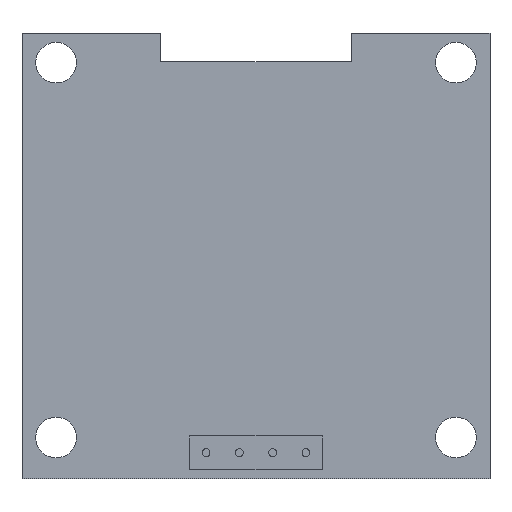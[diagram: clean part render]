
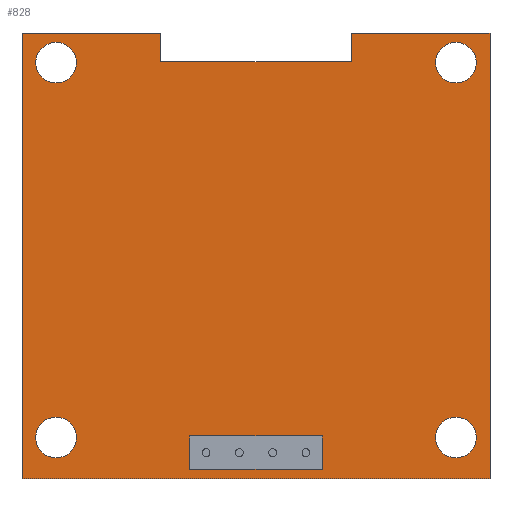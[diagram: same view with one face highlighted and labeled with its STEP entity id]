
A CAD part, front view. The second image highlights one B-rep face of the part: STEP entity #828.
In plain terms, the highlighted planar face has unit normal (0, -1, 0).
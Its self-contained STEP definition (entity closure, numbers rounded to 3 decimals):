
#24=FACE_BOUND('',#178,.T.);
#25=FACE_BOUND('',#179,.T.);
#26=FACE_BOUND('',#180,.T.);
#27=FACE_BOUND('',#181,.T.);
#28=FACE_BOUND('',#182,.T.);
#29=FACE_BOUND('',#183,.T.);
#30=FACE_BOUND('',#184,.T.);
#31=FACE_BOUND('',#185,.T.);
#39=PLANE('',#925);
#118=FACE_OUTER_BOUND('',#177,.T.);
#177=EDGE_LOOP('',(#690,#691,#692,#693,#694,#695,#696,#697));
#178=EDGE_LOOP('',(#698));
#179=EDGE_LOOP('',(#699));
#180=EDGE_LOOP('',(#700));
#181=EDGE_LOOP('',(#701));
#182=EDGE_LOOP('',(#702));
#183=EDGE_LOOP('',(#703));
#184=EDGE_LOOP('',(#704));
#185=EDGE_LOOP('',(#705));
#230=LINE('',#1295,#306);
#245=LINE('',#1326,#321);
#248=LINE('',#1331,#324);
#250=LINE('',#1334,#326);
#252=LINE('',#1338,#328);
#253=LINE('',#1341,#329);
#254=LINE('',#1343,#330);
#255=LINE('',#1344,#331);
#306=VECTOR('',#1069,1000.);
#321=VECTOR('',#1088,1000.);
#324=VECTOR('',#1093,1000.);
#326=VECTOR('',#1097,1000.);
#328=VECTOR('',#1101,1000.);
#329=VECTOR('',#1104,1000.);
#330=VECTOR('',#1105,1000.);
#331=VECTOR('',#1106,1000.);
#366=CIRCLE('',#872,0.298);
#368=CIRCLE('',#875,0.298);
#370=CIRCLE('',#878,0.298);
#372=CIRCLE('',#881,0.298);
#390=CIRCLE('',#908,1.55);
#392=CIRCLE('',#911,1.55);
#394=CIRCLE('',#914,1.55);
#396=CIRCLE('',#917,1.55);
#398=VERTEX_POINT('',#1197);
#400=VERTEX_POINT('',#1203);
#402=VERTEX_POINT('',#1209);
#404=VERTEX_POINT('',#1215);
#422=VERTEX_POINT('',#1269);
#424=VERTEX_POINT('',#1275);
#426=VERTEX_POINT('',#1281);
#428=VERTEX_POINT('',#1287);
#430=VERTEX_POINT('',#1293);
#431=VERTEX_POINT('',#1294);
#444=VERTEX_POINT('',#1324);
#445=VERTEX_POINT('',#1325);
#446=VERTEX_POINT('',#1330);
#447=VERTEX_POINT('',#1336);
#448=VERTEX_POINT('',#1340);
#449=VERTEX_POINT('',#1342);
#470=EDGE_CURVE('',#398,#398,#366,.T.);
#473=EDGE_CURVE('',#400,#400,#368,.T.);
#476=EDGE_CURVE('',#402,#402,#370,.T.);
#479=EDGE_CURVE('',#404,#404,#372,.T.);
#506=EDGE_CURVE('',#422,#422,#390,.T.);
#509=EDGE_CURVE('',#424,#424,#392,.T.);
#512=EDGE_CURVE('',#426,#426,#394,.T.);
#515=EDGE_CURVE('',#428,#428,#396,.T.);
#518=EDGE_CURVE('',#430,#431,#230,.T.);
#533=EDGE_CURVE('',#444,#445,#245,.T.);
#536=EDGE_CURVE('',#445,#446,#248,.T.);
#538=EDGE_CURVE('',#446,#430,#250,.T.);
#540=EDGE_CURVE('',#447,#444,#252,.T.);
#541=EDGE_CURVE('',#448,#431,#253,.T.);
#542=EDGE_CURVE('',#447,#449,#254,.T.);
#543=EDGE_CURVE('',#449,#448,#255,.T.);
#690=ORIENTED_EDGE('',*,*,#541,.T.);
#691=ORIENTED_EDGE('',*,*,#518,.F.);
#692=ORIENTED_EDGE('',*,*,#538,.F.);
#693=ORIENTED_EDGE('',*,*,#536,.F.);
#694=ORIENTED_EDGE('',*,*,#533,.F.);
#695=ORIENTED_EDGE('',*,*,#540,.F.);
#696=ORIENTED_EDGE('',*,*,#542,.T.);
#697=ORIENTED_EDGE('',*,*,#543,.T.);
#698=ORIENTED_EDGE('',*,*,#506,.T.);
#699=ORIENTED_EDGE('',*,*,#509,.T.);
#700=ORIENTED_EDGE('',*,*,#512,.T.);
#701=ORIENTED_EDGE('',*,*,#515,.T.);
#702=ORIENTED_EDGE('',*,*,#470,.F.);
#703=ORIENTED_EDGE('',*,*,#473,.F.);
#704=ORIENTED_EDGE('',*,*,#476,.F.);
#705=ORIENTED_EDGE('',*,*,#479,.F.);
#828=ADVANCED_FACE('',(#118,#24,#25,#26,#27,#28,#29,#30,#31),#39,.T.);
#872=AXIS2_PLACEMENT_3D('',#1198,#957,#958);
#875=AXIS2_PLACEMENT_3D('',#1204,#964,#965);
#878=AXIS2_PLACEMENT_3D('',#1210,#971,#972);
#881=AXIS2_PLACEMENT_3D('',#1216,#978,#979);
#908=AXIS2_PLACEMENT_3D('',#1270,#1041,#1042);
#911=AXIS2_PLACEMENT_3D('',#1276,#1048,#1049);
#914=AXIS2_PLACEMENT_3D('',#1282,#1055,#1056);
#917=AXIS2_PLACEMENT_3D('',#1288,#1062,#1063);
#925=AXIS2_PLACEMENT_3D('',#1339,#1102,#1103);
#957=DIRECTION('center_axis',(0.,-1.,0.));
#958=DIRECTION('ref_axis',(0.,0.,-1.));
#964=DIRECTION('center_axis',(0.,-1.,0.));
#965=DIRECTION('ref_axis',(0.,0.,-1.));
#971=DIRECTION('center_axis',(0.,-1.,0.));
#972=DIRECTION('ref_axis',(0.,0.,-1.));
#978=DIRECTION('center_axis',(0.,-1.,0.));
#979=DIRECTION('ref_axis',(0.,0.,-1.));
#1041=DIRECTION('center_axis',(0.,1.,0.));
#1042=DIRECTION('ref_axis',(0.,0.,1.));
#1048=DIRECTION('center_axis',(0.,1.,0.));
#1049=DIRECTION('ref_axis',(0.,0.,1.));
#1055=DIRECTION('center_axis',(0.,1.,0.));
#1056=DIRECTION('ref_axis',(0.,0.,1.));
#1062=DIRECTION('center_axis',(0.,1.,0.));
#1063=DIRECTION('ref_axis',(0.,0.,1.));
#1069=DIRECTION('',(1.,0.,0.));
#1088=DIRECTION('',(0.,0.,-1.));
#1093=DIRECTION('',(-1.,0.,0.));
#1097=DIRECTION('',(0.,0.,1.));
#1101=DIRECTION('',(1.,0.,0.));
#1102=DIRECTION('center_axis',(0.,-1.,0.));
#1103=DIRECTION('ref_axis',(0.,0.,-1.));
#1104=DIRECTION('',(0.,0.,1.));
#1105=DIRECTION('',(0.,0.,-1.));
#1106=DIRECTION('',(-1.,0.,0.));
#1197=CARTESIAN_POINT('',(3.81,0.,-15.298));
#1198=CARTESIAN_POINT('Origin',(3.81,0.,-15.));
#1203=CARTESIAN_POINT('',(1.27,0.,-15.298));
#1204=CARTESIAN_POINT('Origin',(1.27,0.,-15.));
#1209=CARTESIAN_POINT('',(-3.81,0.,-15.298));
#1210=CARTESIAN_POINT('Origin',(-3.81,0.,-15.));
#1215=CARTESIAN_POINT('',(-1.27,0.,-15.298));
#1216=CARTESIAN_POINT('Origin',(-1.27,0.,-15.));
#1269=CARTESIAN_POINT('',(-15.25,0.,13.2));
#1270=CARTESIAN_POINT('Origin',(-15.25,0.,14.75));
#1275=CARTESIAN_POINT('',(15.25,0.,13.2));
#1276=CARTESIAN_POINT('Origin',(15.25,0.,14.75));
#1281=CARTESIAN_POINT('',(15.25,0.,-15.4));
#1282=CARTESIAN_POINT('Origin',(15.25,0.,-13.85));
#1287=CARTESIAN_POINT('',(-15.25,0.,-15.4));
#1288=CARTESIAN_POINT('Origin',(-15.25,0.,-13.85));
#1293=CARTESIAN_POINT('',(-17.85,0.,17.));
#1294=CARTESIAN_POINT('',(-7.25,0.,17.));
#1295=CARTESIAN_POINT('',(-17.85,0.,17.));
#1324=CARTESIAN_POINT('',(17.85,0.,17.));
#1325=CARTESIAN_POINT('',(17.85,0.,-17.));
#1326=CARTESIAN_POINT('',(17.85,0.,17.));
#1330=CARTESIAN_POINT('',(-17.85,0.,-17.));
#1331=CARTESIAN_POINT('',(-17.85,0.,-17.));
#1334=CARTESIAN_POINT('',(-17.85,0.,17.));
#1336=CARTESIAN_POINT('',(7.25,0.,17.));
#1338=CARTESIAN_POINT('',(-17.85,0.,17.));
#1339=CARTESIAN_POINT('Origin',(0.,0.,0.));
#1340=CARTESIAN_POINT('',(-7.25,0.,14.8));
#1341=CARTESIAN_POINT('',(-7.25,0.,17.));
#1342=CARTESIAN_POINT('',(7.25,0.,14.8));
#1343=CARTESIAN_POINT('',(7.25,0.,17.));
#1344=CARTESIAN_POINT('',(-7.25,0.,14.8));
